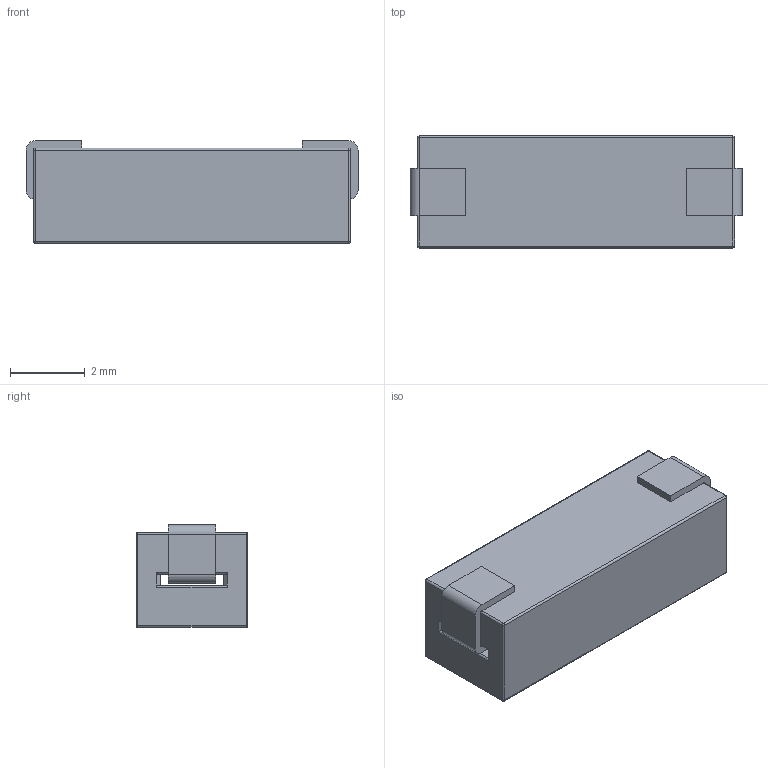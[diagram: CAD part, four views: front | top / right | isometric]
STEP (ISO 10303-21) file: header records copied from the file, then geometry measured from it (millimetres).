
FILE_DESCRIPTION( ( 'Unknown' ), '1' );
FILE_NAME( '7427931.stp', 'Unknown', ( 'Unknown' ), ( 'Unknown' ), 'XStep 1.0', 'Unknown', ' ' );
FILE_SCHEMA( ( 'automotive_design' ) );
Length unit declared in the file: millimetre
Products named in the file (3): Assem1; Gehäuse; Pin
Bounding box: 8.9 x 3 x 2.75 mm (x, y, z)
Surface area: 365.8 mm2
Topology: 4 solids, 4 shells, 122 faces, 310 edges, 180 vertices
Faces by surface type: plane 56, cylinder 50, sphere 16
Entity records: 2127 total; most frequent: DIRECTION 325, CARTESIAN_POINT 301, ORIENTED_EDGE 294, EDGE_CURVE 147, AXIS2_PLACEMENT_3D 114, LINE 97, VECTOR 97, VERTEX_POINT 90
